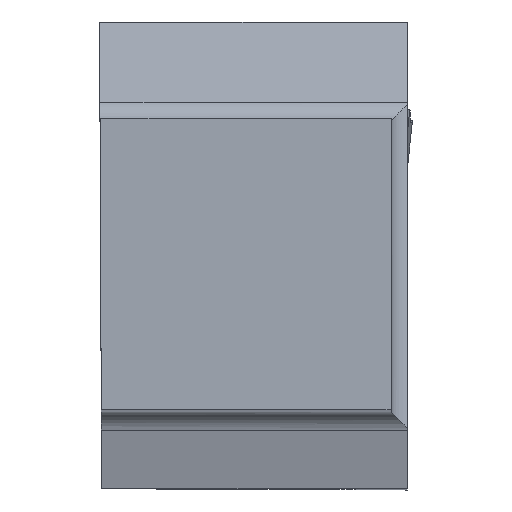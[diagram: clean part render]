
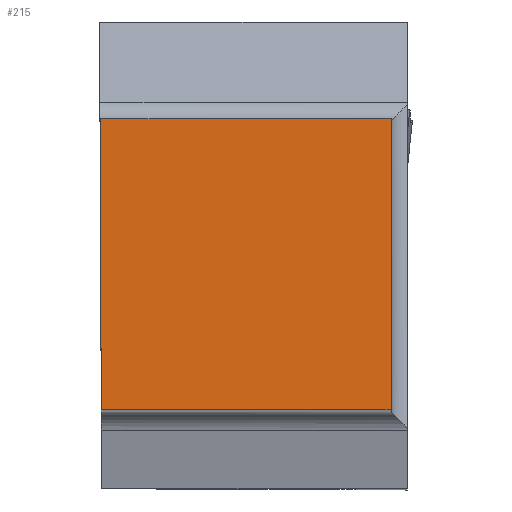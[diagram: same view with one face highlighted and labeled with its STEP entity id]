
A CAD part, top view. The second image highlights one B-rep face of the part: STEP entity #215.
In plain terms, the highlighted planar face has unit normal (0, 0, 1).
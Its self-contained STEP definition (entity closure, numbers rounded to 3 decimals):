
#215=ADVANCED_FACE('CU_BACK_SU1',(#329),#287,.F.);
#287=PLANE('',#1591);
#329=FACE_OUTER_BOUND('',#402,.T.);
#402=EDGE_LOOP('',(#554,#555,#556,#557));
#554=ORIENTED_EDGE('',*,*,#1082,.T.);
#555=ORIENTED_EDGE('',*,*,#1083,.T.);
#556=ORIENTED_EDGE('',*,*,#1084,.T.);
#557=ORIENTED_EDGE('',*,*,#1022,.F.);
#886=VERTEX_POINT('',#2095);
#887=VERTEX_POINT('',#2097);
#936=VERTEX_POINT('',#2284);
#937=VERTEX_POINT('',#2286);
#1022=EDGE_CURVE('',#886,#887,#1226,.T.);
#1082=EDGE_CURVE('',#886,#936,#1265,.T.);
#1083=EDGE_CURVE('',#936,#937,#1266,.T.);
#1084=EDGE_CURVE('',#937,#887,#1267,.T.);
#1226=LINE('',#2096,#1359);
#1265=LINE('',#2283,#1398);
#1266=LINE('',#2285,#1399);
#1267=LINE('',#2287,#1400);
#1359=VECTOR('',#1704,1.);
#1398=VECTOR('',#1793,1.);
#1399=VECTOR('',#1794,1.);
#1400=VECTOR('',#1795,1.);
#1591=AXIS2_PLACEMENT_3D('',#2288,#1796,#1797);
#1704=DIRECTION('',(-0.004,1.,0.));
#1793=DIRECTION('',(1.,0.,0.));
#1794=DIRECTION('',(0.,1.,0.));
#1795=DIRECTION('',(-1.,0.,0.));
#1796=DIRECTION('',(0.,0.,-1.));
#1797=DIRECTION('',(-1.,0.,0.));
#2095=CARTESIAN_POINT('',(0.083,0.,0.));
#2096=CARTESIAN_POINT('',(-0.086,38.733,0.));
#2097=CARTESIAN_POINT('',(0.,18.923,0.));
#2283=CARTESIAN_POINT('',(43.406,0.,0.));
#2284=CARTESIAN_POINT('',(18.923,0.,0.));
#2285=CARTESIAN_POINT('',(18.923,38.923,0.));
#2286=CARTESIAN_POINT('',(18.923,18.923,0.));
#2287=CARTESIAN_POINT('',(43.406,18.923,0.));
#2288=CARTESIAN_POINT('',(43.406,38.923,0.));
